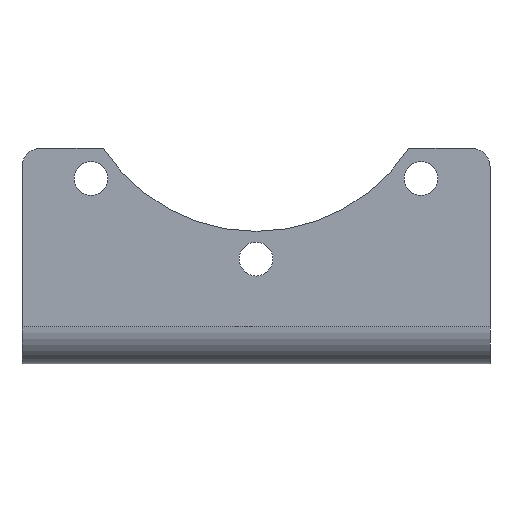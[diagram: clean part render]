
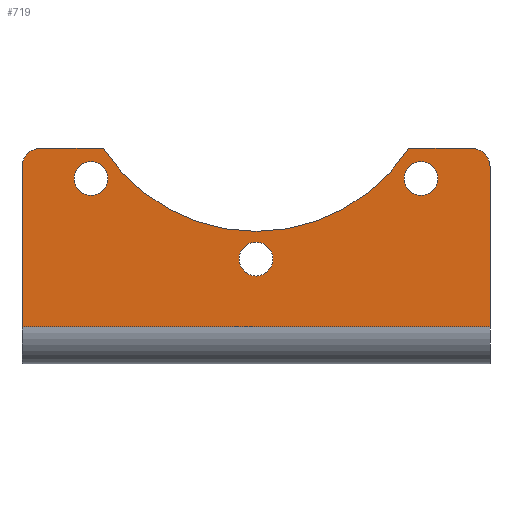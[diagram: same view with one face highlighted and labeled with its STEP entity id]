
A CAD part, front view. The second image highlights one B-rep face of the part: STEP entity #719.
In plain terms, the highlighted planar face has unit normal (0, -1, 0).
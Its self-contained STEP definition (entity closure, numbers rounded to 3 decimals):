
#27 = CARTESIAN_POINT ( 'NONE',  ( -38., 0., 6. ) ) ;
#34 = AXIS2_PLACEMENT_3D ( 'NONE', #1166, #833, #705 ) ;
#36 = VERTEX_POINT ( 'NONE', #940 ) ;
#41 = CARTESIAN_POINT ( 'NONE',  ( -38., 0., 35. ) ) ;
#43 = CARTESIAN_POINT ( 'NONE',  ( 0., 0., 51. ) ) ;
#64 = VECTOR ( 'NONE', #271, 1000. ) ;
#83 = FACE_BOUND ( 'NONE', #1489, .T. ) ;
#178 = CARTESIAN_POINT ( 'NONE',  ( -38., 0., 32. ) ) ;
#182 = VERTEX_POINT ( 'NONE', #1281 ) ;
#203 = CARTESIAN_POINT ( 'NONE',  ( -38., 0., 35. ) ) ;
#212 = AXIS2_PLACEMENT_3D ( 'NONE', #1423, #844, #488 ) ;
#215 = VERTEX_POINT ( 'NONE', #729 ) ;
#216 = VERTEX_POINT ( 'NONE', #970 ) ;
#220 = AXIS2_PLACEMENT_3D ( 'NONE', #43, #881, #1214 ) ;
#222 = DIRECTION ( 'NONE',  ( 0., 1., 0. ) ) ;
#228 = EDGE_CURVE ( 'NONE', #182, #658, #1329, .T. ) ;
#237 = CARTESIAN_POINT ( 'NONE',  ( -24.784, 0., 35. ) ) ;
#261 = FACE_BOUND ( 'NONE', #1516, .T. ) ;
#262 = DIRECTION ( 'NONE',  ( 0., 1., 0. ) ) ;
#270 = VERTEX_POINT ( 'NONE', #1426 ) ;
#271 = DIRECTION ( 'NONE',  ( 1., 0., 0. ) ) ;
#272 = DIRECTION ( 'NONE',  ( 0., 0., 1. ) ) ;
#281 = CIRCLE ( 'NONE', #797, 3. ) ;
#291 = DIRECTION ( 'NONE',  ( 1., 0., 0. ) ) ;
#293 = CIRCLE ( 'NONE', #1056, 2.75 ) ;
#361 = DIRECTION ( 'NONE',  ( 0., 0., 1. ) ) ;
#371 = VERTEX_POINT ( 'NONE', #994 ) ;
#393 = ORIENTED_EDGE ( 'NONE', *, *, #1430, .T. ) ;
#410 = DIRECTION ( 'NONE',  ( 0., 0., -1. ) ) ;
#412 = ORIENTED_EDGE ( 'NONE', *, *, #876, .F. ) ;
#416 = DIRECTION ( 'NONE',  ( 0., 0., -1. ) ) ;
#433 = DIRECTION ( 'NONE',  ( 0., 0., 1. ) ) ;
#468 = EDGE_CURVE ( 'NONE', #774, #989, #281, .T. ) ;
#474 = CIRCLE ( 'NONE', #34, 3. ) ;
#479 = CARTESIAN_POINT ( 'NONE',  ( 26.792, 0., 30.068 ) ) ;
#488 = DIRECTION ( 'NONE',  ( 0., 0., 1. ) ) ;
#536 = CIRCLE ( 'NONE', #212, 2.75 ) ;
#547 = DIRECTION ( 'NONE',  ( 0., 0., 1. ) ) ;
#562 = AXIS2_PLACEMENT_3D ( 'NONE', #41, #960, #361 ) ;
#619 = ORIENTED_EDGE ( 'NONE', *, *, #1363, .F. ) ;
#625 = EDGE_CURVE ( 'NONE', #642, #1376, #727, .T. ) ;
#642 = VERTEX_POINT ( 'NONE', #939 ) ;
#658 = VERTEX_POINT ( 'NONE', #1077 ) ;
#666 = CARTESIAN_POINT ( 'NONE',  ( 38., 0., 35. ) ) ;
#678 = ORIENTED_EDGE ( 'NONE', *, *, #1011, .T. ) ;
#705 = DIRECTION ( 'NONE',  ( 0., 0., 1. ) ) ;
#719 = ADVANCED_FACE ( 'NONE', ( #83, #261, #1398, #977 ), #753, .F. ) ;
#727 = CIRCLE ( 'NONE', #958, 2.75 ) ;
#729 = CARTESIAN_POINT ( 'NONE',  ( 24.784, 0., 35. ) ) ;
#739 = VERTEX_POINT ( 'NONE', #27 ) ;
#744 = CIRCLE ( 'NONE', #906, 2.75 ) ;
#747 = LINE ( 'NONE', #203, #1496 ) ;
#752 = LINE ( 'NONE', #786, #64 ) ;
#753 = PLANE ( 'NONE',  #562 ) ;
#774 = VERTEX_POINT ( 'NONE', #178 ) ;
#778 = DIRECTION ( 'NONE',  ( 0., 0., 1. ) ) ;
#786 = CARTESIAN_POINT ( 'NONE',  ( -38., 0., 35. ) ) ;
#792 = ORIENTED_EDGE ( 'NONE', *, *, #1474, .T. ) ;
#795 = CARTESIAN_POINT ( 'NONE',  ( 26.792, 0., 30.068 ) ) ;
#797 = AXIS2_PLACEMENT_3D ( 'NONE', #1367, #801, #433 ) ;
#801 = DIRECTION ( 'NONE',  ( 0., 1., 0. ) ) ;
#827 = ORIENTED_EDGE ( 'NONE', *, *, #625, .T. ) ;
#833 = DIRECTION ( 'NONE',  ( 0., 1., 0. ) ) ;
#844 = DIRECTION ( 'NONE',  ( 0., 1., 0. ) ) ;
#845 = CARTESIAN_POINT ( 'NONE',  ( -26.792, 0., 30.068 ) ) ;
#853 = CIRCLE ( 'NONE', #1105, 2.75 ) ;
#863 = DIRECTION ( 'NONE',  ( 0., 0., 1. ) ) ;
#876 = EDGE_CURVE ( 'NONE', #216, #739, #1178, .T. ) ;
#881 = DIRECTION ( 'NONE',  ( 0., 1., 0. ) ) ;
#897 = VECTOR ( 'NONE', #1119, 1000. ) ;
#903 = CARTESIAN_POINT ( 'NONE',  ( 0., 0., 17. ) ) ;
#906 = AXIS2_PLACEMENT_3D ( 'NONE', #795, #1247, #547 ) ;
#908 = CARTESIAN_POINT ( 'NONE',  ( -35., 0., 35. ) ) ;
#916 = VERTEX_POINT ( 'NONE', #1249 ) ;
#920 = ORIENTED_EDGE ( 'NONE', *, *, #1443, .T. ) ;
#922 = DIRECTION ( 'NONE',  ( 0., 0., 1. ) ) ;
#925 = CARTESIAN_POINT ( 'NONE',  ( -26.792, 0., 30.068 ) ) ;
#939 = CARTESIAN_POINT ( 'NONE',  ( -24.042, 0., 30.068 ) ) ;
#940 = CARTESIAN_POINT ( 'NONE',  ( 35., 0., 35. ) ) ;
#948 = ORIENTED_EDGE ( 'NONE', *, *, #1078, .F. ) ;
#957 = DIRECTION ( 'NONE',  ( 0., 1., 0. ) ) ;
#958 = AXIS2_PLACEMENT_3D ( 'NONE', #845, #262, #272 ) ;
#960 = DIRECTION ( 'NONE',  ( 0., 1., 0. ) ) ;
#970 = CARTESIAN_POINT ( 'NONE',  ( 38., 0., 6. ) ) ;
#971 = ORIENTED_EDGE ( 'NONE', *, *, #1039, .F. ) ;
#972 = CARTESIAN_POINT ( 'NONE',  ( -29.542, 0., 30.068 ) ) ;
#977 = FACE_OUTER_BOUND ( 'NONE', #1504, .T. ) ;
#989 = VERTEX_POINT ( 'NONE', #908 ) ;
#990 = CARTESIAN_POINT ( 'NONE',  ( 40., 0., 6. ) ) ;
#994 = CARTESIAN_POINT ( 'NONE',  ( 38., 0., 32. ) ) ;
#1011 = EDGE_CURVE ( 'NONE', #215, #1137, #1370, .T. ) ;
#1039 = EDGE_CURVE ( 'NONE', #215, #36, #752, .T. ) ;
#1056 = AXIS2_PLACEMENT_3D ( 'NONE', #903, #1355, #778 ) ;
#1077 = CARTESIAN_POINT ( 'NONE',  ( 24.042, 0., 30.068 ) ) ;
#1078 = EDGE_CURVE ( 'NONE', #36, #371, #474, .T. ) ;
#1099 = ORIENTED_EDGE ( 'NONE', *, *, #228, .T. ) ;
#1105 = AXIS2_PLACEMENT_3D ( 'NONE', #925, #222, #922 ) ;
#1107 = VECTOR ( 'NONE', #410, 1000. ) ;
#1119 = DIRECTION ( 'NONE',  ( -1., 0., 0. ) ) ;
#1129 = CARTESIAN_POINT ( 'NONE',  ( -38., 0., 35. ) ) ;
#1134 = ORIENTED_EDGE ( 'NONE', *, *, #1243, .T. ) ;
#1137 = VERTEX_POINT ( 'NONE', #237 ) ;
#1166 = CARTESIAN_POINT ( 'NONE',  ( 35., 0., 32. ) ) ;
#1167 = ORIENTED_EDGE ( 'NONE', *, *, #1455, .T. ) ;
#1178 = LINE ( 'NONE', #990, #897 ) ;
#1214 = DIRECTION ( 'NONE',  ( 0., 0., 1. ) ) ;
#1229 = EDGE_LOOP ( 'NONE', ( #1134, #393 ) ) ;
#1243 = EDGE_CURVE ( 'NONE', #270, #916, #536, .T. ) ;
#1247 = DIRECTION ( 'NONE',  ( 0., 1., 0. ) ) ;
#1249 = CARTESIAN_POINT ( 'NONE',  ( 2.75, 0., 17. ) ) ;
#1251 = VECTOR ( 'NONE', #416, 1000. ) ;
#1281 = CARTESIAN_POINT ( 'NONE',  ( 29.542, 0., 30.068 ) ) ;
#1283 = AXIS2_PLACEMENT_3D ( 'NONE', #479, #957, #863 ) ;
#1329 = CIRCLE ( 'NONE', #1283, 2.75 ) ;
#1340 = EDGE_CURVE ( 'NONE', #989, #1137, #747, .T. ) ;
#1355 = DIRECTION ( 'NONE',  ( 0., 1., 0. ) ) ;
#1363 = EDGE_CURVE ( 'NONE', #371, #216, #1365, .T. ) ;
#1365 = LINE ( 'NONE', #666, #1251 ) ;
#1367 = CARTESIAN_POINT ( 'NONE',  ( -35., 0., 32. ) ) ;
#1370 = CIRCLE ( 'NONE', #220, 29.5 ) ;
#1376 = VERTEX_POINT ( 'NONE', #972 ) ;
#1393 = LINE ( 'NONE', #1129, #1107 ) ;
#1398 = FACE_BOUND ( 'NONE', #1229, .T. ) ;
#1423 = CARTESIAN_POINT ( 'NONE',  ( 0., 0., 17. ) ) ;
#1426 = CARTESIAN_POINT ( 'NONE',  ( -2.75, 0., 17. ) ) ;
#1430 = EDGE_CURVE ( 'NONE', #916, #270, #293, .T. ) ;
#1443 = EDGE_CURVE ( 'NONE', #774, #739, #1393, .T. ) ;
#1455 = EDGE_CURVE ( 'NONE', #658, #182, #744, .T. ) ;
#1469 = ORIENTED_EDGE ( 'NONE', *, *, #468, .F. ) ;
#1474 = EDGE_CURVE ( 'NONE', #1376, #642, #853, .T. ) ;
#1487 = ORIENTED_EDGE ( 'NONE', *, *, #1340, .F. ) ;
#1489 = EDGE_LOOP ( 'NONE', ( #1167, #1099 ) ) ;
#1496 = VECTOR ( 'NONE', #291, 1000. ) ;
#1504 = EDGE_LOOP ( 'NONE', ( #619, #948, #971, #678, #1487, #1469, #920, #412 ) ) ;
#1516 = EDGE_LOOP ( 'NONE', ( #792, #827 ) ) ;
